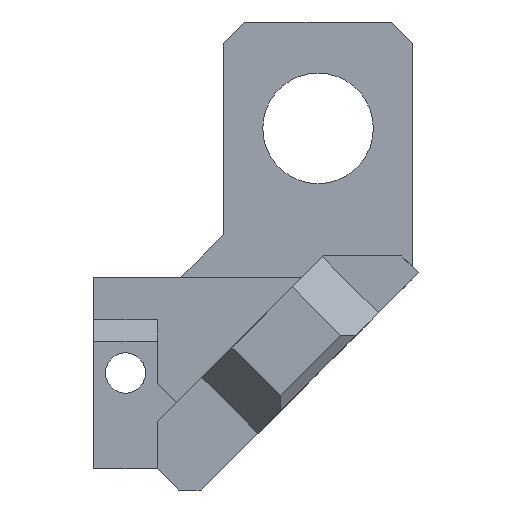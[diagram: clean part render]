
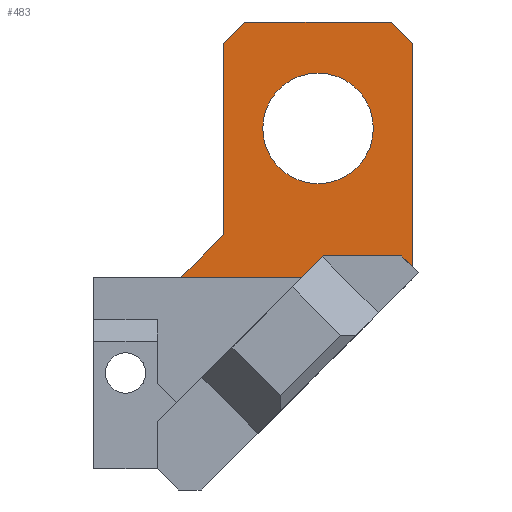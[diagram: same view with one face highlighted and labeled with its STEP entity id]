
A CAD part, left-side view. The second image highlights one B-rep face of the part: STEP entity #483.
In plain terms, the highlighted planar face has unit normal (-1, 0, 0).
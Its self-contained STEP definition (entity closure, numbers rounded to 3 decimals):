
#9 = DIRECTION ( 'NONE',  ( 1., 0., 0. ) ) ;
#65 = VERTEX_POINT ( 'NONE', #918 ) ;
#87 = ORIENTED_EDGE ( 'NONE', *, *, #349, .T. ) ;
#104 = CARTESIAN_POINT ( 'NONE',  ( -1., -1.724, 8.25 ) ) ;
#106 = EDGE_CURVE ( 'NONE', #1014, #2967, #2035, .T. ) ;
#131 = CARTESIAN_POINT ( 'NONE',  ( -1., 1.724, 8.25 ) ) ;
#141 = DIRECTION ( 'NONE',  ( 0., -1., 0. ) ) ;
#147 = DIRECTION ( 'NONE',  ( 0., -1., 0. ) ) ;
#163 = LINE ( 'NONE', #1504, #2494 ) ;
#212 = LINE ( 'NONE', #1822, #1910 ) ;
#252 = DIRECTION ( 'NONE',  ( 1., 0., 0. ) ) ;
#289 = ORIENTED_EDGE ( 'NONE', *, *, #2917, .T. ) ;
#349 = EDGE_CURVE ( 'NONE', #488, #2864, #356, .T. ) ;
#356 = LINE ( 'NONE', #1265, #2815 ) ;
#398 = CARTESIAN_POINT ( 'NONE',  ( -1., 2.224, 3.25 ) ) ;
#416 = ORIENTED_EDGE ( 'NONE', *, *, #106, .T. ) ;
#424 = CARTESIAN_POINT ( 'NONE',  ( -1., -2.224, 8.25 ) ) ;
#448 = CARTESIAN_POINT ( 'NONE',  ( -1., -2.224, 8.25 ) ) ;
#483 = ADVANCED_FACE ( 'NONE', ( #1361, #653 ), #2301, .F. ) ;
#488 = VERTEX_POINT ( 'NONE', #1161 ) ;
#489 = LINE ( 'NONE', #1210, #1864 ) ;
#515 = VERTEX_POINT ( 'NONE', #2557 ) ;
#647 = CARTESIAN_POINT ( 'NONE',  ( -1., 0.382, 2.25 ) ) ;
#653 = FACE_OUTER_BOUND ( 'NONE', #1715, .T. ) ;
#708 = CARTESIAN_POINT ( 'NONE',  ( -1., -1.967, 2.75 ) ) ;
#809 = LINE ( 'NONE', #398, #835 ) ;
#835 = VECTOR ( 'NONE', #2230, 1000. ) ;
#849 = VERTEX_POINT ( 'NONE', #1636 ) ;
#890 = DIRECTION ( 'NONE',  ( 0., 0.707, -0.707 ) ) ;
#918 = CARTESIAN_POINT ( 'NONE',  ( -1., 3.224, 2.25 ) ) ;
#1014 = VERTEX_POINT ( 'NONE', #1255 ) ;
#1021 = CARTESIAN_POINT ( 'NONE',  ( -1., -2.224, 2.25 ) ) ;
#1091 = AXIS2_PLACEMENT_3D ( 'NONE', #424, #9, #1122 ) ;
#1096 = EDGE_CURVE ( 'NONE', #849, #1824, #809, .T. ) ;
#1100 = LINE ( 'NONE', #2947, #1154 ) ;
#1119 = VERTEX_POINT ( 'NONE', #1790 ) ;
#1122 = DIRECTION ( 'NONE',  ( 0., 0., -1. ) ) ;
#1124 = EDGE_CURVE ( 'NONE', #1490, #1119, #1580, .T. ) ;
#1154 = VECTOR ( 'NONE', #890, 1000. ) ;
#1161 = CARTESIAN_POINT ( 'NONE',  ( -1., -2.224, 7.75 ) ) ;
#1168 = DIRECTION ( 'NONE',  ( 0., 0., -1. ) ) ;
#1173 = EDGE_CURVE ( 'NONE', #2911, #2864, #1324, .T. ) ;
#1194 = CIRCLE ( 'NONE', #2497, 1.3 ) ;
#1210 = CARTESIAN_POINT ( 'NONE',  ( -1., 2.224, 7.75 ) ) ;
#1228 = ORIENTED_EDGE ( 'NONE', *, *, #2857, .T. ) ;
#1255 = CARTESIAN_POINT ( 'NONE',  ( -1., 1.3, 5.75 ) ) ;
#1265 = CARTESIAN_POINT ( 'NONE',  ( -1., -1.724, 8.25 ) ) ;
#1324 = LINE ( 'NONE', #448, #2071 ) ;
#1354 = DIRECTION ( 'NONE',  ( 0., -1., 0. ) ) ;
#1361 = FACE_BOUND ( 'NONE', #1588, .T. ) ;
#1464 = EDGE_CURVE ( 'NONE', #1119, #1683, #2809, .T. ) ;
#1467 = CARTESIAN_POINT ( 'NONE',  ( -1., 0., 5.75 ) ) ;
#1468 = DIRECTION ( 'NONE',  ( 0., 0.707, 0.707 ) ) ;
#1485 = LINE ( 'NONE', #1021, #2881 ) ;
#1490 = VERTEX_POINT ( 'NONE', #647 ) ;
#1504 = CARTESIAN_POINT ( 'NONE',  ( -1., -2.359, 2.359 ) ) ;
#1538 = VECTOR ( 'NONE', #2517, 1000. ) ;
#1580 = LINE ( 'NONE', #2728, #1538 ) ;
#1588 = EDGE_LOOP ( 'NONE', ( #416, #289 ) ) ;
#1636 = CARTESIAN_POINT ( 'NONE',  ( -1., 2.224, 7.75 ) ) ;
#1672 = ORIENTED_EDGE ( 'NONE', *, *, #1124, .T. ) ;
#1683 = VERTEX_POINT ( 'NONE', #708 ) ;
#1705 = CARTESIAN_POINT ( 'NONE',  ( -1., -1.3, 5.75 ) ) ;
#1715 = EDGE_LOOP ( 'NONE', ( #2692, #1228, #1672, #2209, #1839, #2690, #87, #2238, #2843, #1875 ) ) ;
#1790 = CARTESIAN_POINT ( 'NONE',  ( -1., -0.118, 2.75 ) ) ;
#1822 = CARTESIAN_POINT ( 'NONE',  ( -1., -2.224, 8.25 ) ) ;
#1824 = VERTEX_POINT ( 'NONE', #2097 ) ;
#1839 = ORIENTED_EDGE ( 'NONE', *, *, #2192, .T. ) ;
#1864 = VECTOR ( 'NONE', #2774, 1000. ) ;
#1875 = ORIENTED_EDGE ( 'NONE', *, *, #1096, .T. ) ;
#1910 = VECTOR ( 'NONE', #2763, 1000. ) ;
#1919 = DIRECTION ( 'NONE',  ( 0., 0., -1. ) ) ;
#1961 = CARTESIAN_POINT ( 'NONE',  ( -1., -1.967, 2.75 ) ) ;
#2035 = CIRCLE ( 'NONE', #2084, 1.3 ) ;
#2071 = VECTOR ( 'NONE', #1354, 1000. ) ;
#2084 = AXIS2_PLACEMENT_3D ( 'NONE', #2593, #252, #1168 ) ;
#2097 = CARTESIAN_POINT ( 'NONE',  ( -1., 2.224, 3.25 ) ) ;
#2192 = EDGE_CURVE ( 'NONE', #1683, #515, #163, .T. ) ;
#2195 = DIRECTION ( 'NONE',  ( 1., 0., 0. ) ) ;
#2209 = ORIENTED_EDGE ( 'NONE', *, *, #1464, .T. ) ;
#2230 = DIRECTION ( 'NONE',  ( 0., 0., -1. ) ) ;
#2238 = ORIENTED_EDGE ( 'NONE', *, *, #1173, .F. ) ;
#2301 = PLANE ( 'NONE',  #1091 ) ;
#2338 = EDGE_CURVE ( 'NONE', #488, #515, #212, .T. ) ;
#2393 = EDGE_CURVE ( 'NONE', #1824, #65, #1100, .T. ) ;
#2413 = DIRECTION ( 'NONE',  ( 0., -0.707, -0.707 ) ) ;
#2494 = VECTOR ( 'NONE', #2413, 1000. ) ;
#2497 = AXIS2_PLACEMENT_3D ( 'NONE', #1467, #2195, #1919 ) ;
#2517 = DIRECTION ( 'NONE',  ( 0., -0.707, 0.707 ) ) ;
#2557 = CARTESIAN_POINT ( 'NONE',  ( -1., -2.224, 2.493 ) ) ;
#2593 = CARTESIAN_POINT ( 'NONE',  ( -1., 0., 5.75 ) ) ;
#2690 = ORIENTED_EDGE ( 'NONE', *, *, #2338, .F. ) ;
#2692 = ORIENTED_EDGE ( 'NONE', *, *, #2393, .T. ) ;
#2728 = CARTESIAN_POINT ( 'NONE',  ( -1., -0.118, 2.75 ) ) ;
#2763 = DIRECTION ( 'NONE',  ( 0., 0., -1. ) ) ;
#2765 = EDGE_CURVE ( 'NONE', #2911, #849, #489, .T. ) ;
#2774 = DIRECTION ( 'NONE',  ( 0., 0.707, -0.707 ) ) ;
#2809 = LINE ( 'NONE', #1961, #2923 ) ;
#2815 = VECTOR ( 'NONE', #1468, 1000. ) ;
#2843 = ORIENTED_EDGE ( 'NONE', *, *, #2765, .T. ) ;
#2857 = EDGE_CURVE ( 'NONE', #65, #1490, #1485, .T. ) ;
#2864 = VERTEX_POINT ( 'NONE', #104 ) ;
#2881 = VECTOR ( 'NONE', #147, 1000. ) ;
#2911 = VERTEX_POINT ( 'NONE', #131 ) ;
#2917 = EDGE_CURVE ( 'NONE', #2967, #1014, #1194, .T. ) ;
#2923 = VECTOR ( 'NONE', #141, 1000. ) ;
#2947 = CARTESIAN_POINT ( 'NONE',  ( -1., -2.5, 7.974 ) ) ;
#2967 = VERTEX_POINT ( 'NONE', #1705 ) ;
